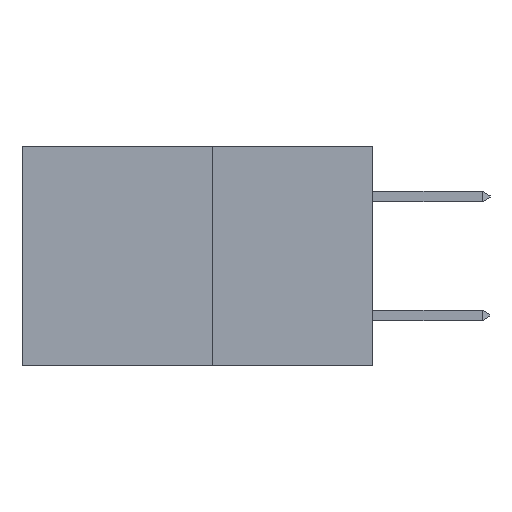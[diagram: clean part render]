
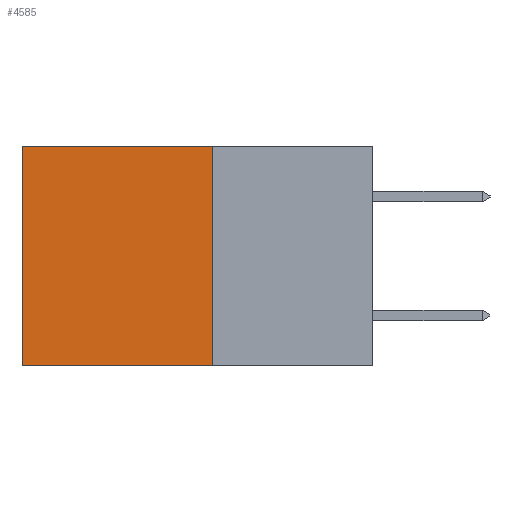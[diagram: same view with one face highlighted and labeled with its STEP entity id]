
A CAD part, left-side view. The second image highlights one B-rep face of the part: STEP entity #4585.
In plain terms, the highlighted planar face has unit normal (-1, 0, 0).
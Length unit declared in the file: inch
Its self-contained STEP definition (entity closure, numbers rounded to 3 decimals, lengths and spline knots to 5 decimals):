
#427 = VERTEX_POINT ( 'NONE', #1284 ) ;
#504 = VERTEX_POINT ( 'NONE', #4682 ) ;
#685 = VERTEX_POINT ( 'NONE', #3550 ) ;
#692 = LINE ( 'NONE', #1261, #4987 ) ;
#799 = DIRECTION ( 'NONE',  ( 0., 0., -1. ) ) ;
#801 = DIRECTION ( 'NONE',  ( 1., 0., 0. ) ) ;
#828 = PLANE ( 'NONE',  #2923 ) ;
#920 = CARTESIAN_POINT ( 'NONE',  ( 0.277, 0.27, -0.37 ) ) ;
#956 = CARTESIAN_POINT ( 'NONE',  ( 0.277, 0.59, -0.37 ) ) ;
#994 = DIRECTION ( 'NONE',  ( 0., 0., -1. ) ) ;
#1114 = DIRECTION ( 'NONE',  ( 0., 0., -1. ) ) ;
#1200 = EDGE_LOOP ( 'NONE', ( #2674, #2319, #1449, #6802 ) ) ;
#1261 = CARTESIAN_POINT ( 'NONE',  ( 0.277, 0.27, -0.37 ) ) ;
#1284 = CARTESIAN_POINT ( 'NONE',  ( 0.277, 0.27, 0. ) ) ;
#1449 = ORIENTED_EDGE ( 'NONE', *, *, #3112, .F. ) ;
#1679 = LINE ( 'NONE', #7203, #10148 ) ;
#1832 = LINE ( 'NONE', #956, #5764 ) ;
#2319 = ORIENTED_EDGE ( 'NONE', *, *, #5769, .F. ) ;
#2674 = ORIENTED_EDGE ( 'NONE', *, *, #5405, .T. ) ;
#2720 = FACE_OUTER_BOUND ( 'NONE', #1200, .T. ) ;
#2892 = LINE ( 'NONE', #9250, #7280 ) ;
#2923 = AXIS2_PLACEMENT_3D ( 'NONE', #920, #801, #799 ) ;
#3112 = EDGE_CURVE ( 'NONE', #427, #9636, #692, .T. ) ;
#3550 = CARTESIAN_POINT ( 'NONE',  ( 0.277, 0.59, 0. ) ) ;
#3706 = EDGE_CURVE ( 'NONE', #427, #685, #1679, .T. ) ;
#4585 = ADVANCED_FACE ( 'NONE', ( #2720 ), #828, .F. ) ;
#4682 = CARTESIAN_POINT ( 'NONE',  ( 0.277, 0.59, -0.37 ) ) ;
#4987 = VECTOR ( 'NONE', #1114, 39.37008 ) ;
#5405 = EDGE_CURVE ( 'NONE', #685, #504, #1832, .T. ) ;
#5764 = VECTOR ( 'NONE', #994, 39.37008 ) ;
#5769 = EDGE_CURVE ( 'NONE', #9636, #504, #2892, .T. ) ;
#6802 = ORIENTED_EDGE ( 'NONE', *, *, #3706, .T. ) ;
#7056 = DIRECTION ( 'NONE',  ( 0., 1., 0. ) ) ;
#7203 = CARTESIAN_POINT ( 'NONE',  ( 0.277, 0.27, 0. ) ) ;
#7280 = VECTOR ( 'NONE', #9229, 39.37008 ) ;
#9229 = DIRECTION ( 'NONE',  ( 0., 1., 0. ) ) ;
#9250 = CARTESIAN_POINT ( 'NONE',  ( 0.277, 0.27, -0.37 ) ) ;
#9636 = VERTEX_POINT ( 'NONE', #9647 ) ;
#9647 = CARTESIAN_POINT ( 'NONE',  ( 0.277, 0.27, -0.37 ) ) ;
#10148 = VECTOR ( 'NONE', #7056, 39.37008 ) ;
